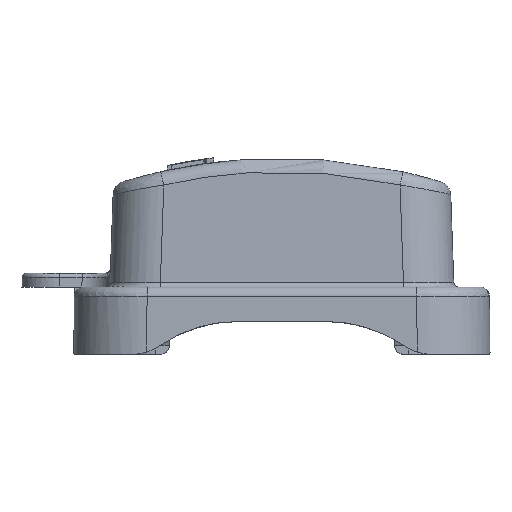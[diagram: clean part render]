
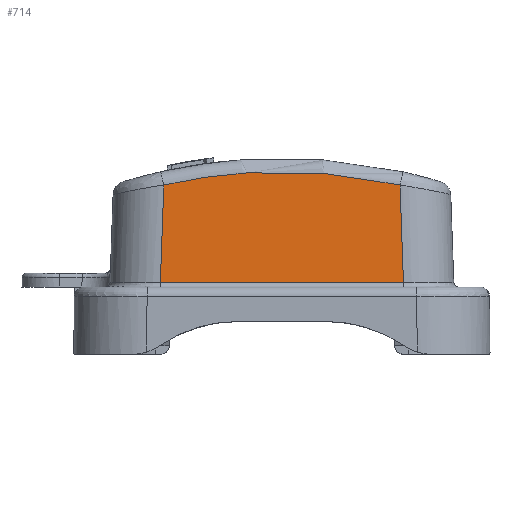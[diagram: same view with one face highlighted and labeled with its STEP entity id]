
A CAD part, left-side view. The second image highlights one B-rep face of the part: STEP entity #714.
In plain terms, the highlighted planar face has unit normal (-0.999, 0, 0.035).
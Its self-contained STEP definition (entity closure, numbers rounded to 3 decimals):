
#358=PLANE('',#6960);
#714=ADVANCED_FACE('',(#1240),#358,.T.);
#1240=FACE_OUTER_BOUND('',#1640,.T.);
#1640=EDGE_LOOP('',(#4733,#4734,#4735,#4736));
#1937=LINE('',#12173,#2297);
#2023=LINE('',#12906,#2383);
#2024=LINE('',#12908,#2384);
#2297=VECTOR('',#7867,1.);
#2383=VECTOR('',#8123,1.);
#2384=VECTOR('',#8124,1.);
#2923=B_SPLINE_CURVE_WITH_KNOTS('',3,(#12897,#12898,#12899,#12900,#12901,
#12902,#12903,#12904),.UNSPECIFIED.,.F.,.F.,(4,1,1,1,1,4),(0.,0.2,0.4,0.6,
0.8,1.),.UNSPECIFIED.);
#4733=ORIENTED_EDGE('',*,*,#6310,.F.);
#4734=ORIENTED_EDGE('',*,*,#6492,.T.);
#4735=ORIENTED_EDGE('',*,*,#6493,.T.);
#4736=ORIENTED_EDGE('',*,*,#6494,.T.);
#5416=VERTEX_POINT('',#12092);
#5418=VERTEX_POINT('',#12174);
#5539=VERTEX_POINT('',#12896);
#5540=VERTEX_POINT('',#12907);
#6310=EDGE_CURVE('',#5416,#5418,#1937,.T.);
#6492=EDGE_CURVE('',#5416,#5539,#2923,.T.);
#6493=EDGE_CURVE('',#5539,#5540,#2023,.T.);
#6494=EDGE_CURVE('',#5540,#5418,#2024,.T.);
#6960=AXIS2_PLACEMENT_3D('',#12909,#8125,#8126);
#7867=DIRECTION('',(-0.035,-0.035,-0.999));
#8123=DIRECTION('',(-0.035,0.035,-0.999));
#8124=DIRECTION('',(0.,-1.,0.));
#8125=DIRECTION('',(-0.999,0.,0.035));
#8126=DIRECTION('',(0.,1.,0.));
#12092=CARTESIAN_POINT('',(-26.455,-12.658,18.134));
#12173=CARTESIAN_POINT('',(-26.455,-12.658,18.134));
#12174=CARTESIAN_POINT('',(-26.82,-13.023,7.683));
#12896=CARTESIAN_POINT('',(-26.455,12.658,18.134));
#12897=CARTESIAN_POINT('',(-26.455,-12.658,18.134));
#12898=CARTESIAN_POINT('',(-26.442,-10.982,18.515));
#12899=CARTESIAN_POINT('',(-26.421,-7.662,19.103));
#12900=CARTESIAN_POINT('',(-26.406,-3.107,19.533));
#12901=CARTESIAN_POINT('',(-26.404,1.934,19.6));
#12902=CARTESIAN_POINT('',(-26.419,7.273,19.174));
#12903=CARTESIAN_POINT('',(-26.441,10.851,18.544));
#12904=CARTESIAN_POINT('',(-26.455,12.658,18.134));
#12906=CARTESIAN_POINT('',(-26.455,12.658,18.134));
#12907=CARTESIAN_POINT('',(-26.82,13.023,7.683));
#12908=CARTESIAN_POINT('',(-26.82,13.023,7.683));
#12909=CARTESIAN_POINT('',(-26.25,19.839,24.));
